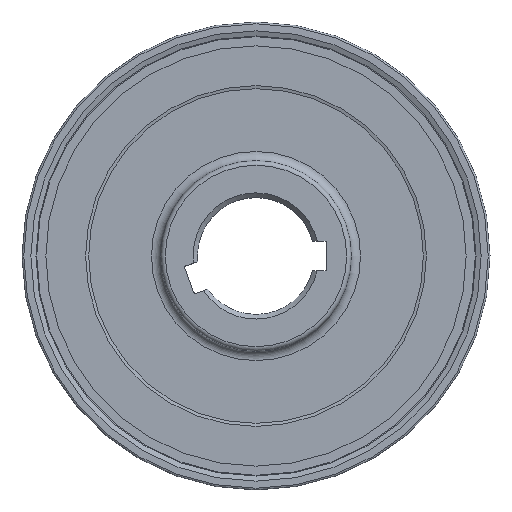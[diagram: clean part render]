
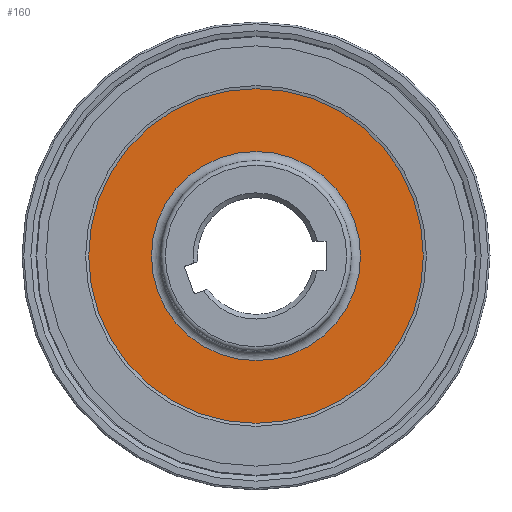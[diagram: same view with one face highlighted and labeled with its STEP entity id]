
A CAD part, top view. The second image highlights one B-rep face of the part: STEP entity #160.
In plain terms, the highlighted planar face has unit normal (0, 0, 1).
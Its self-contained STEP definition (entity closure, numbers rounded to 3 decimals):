
#58=PLANE('',#737);
#82=FACE_BOUND('',#239,.T.);
#83=FACE_BOUND('',#240,.T.);
#160=ADVANCED_FACE('',(#82,#83),#58,.T.);
#239=EDGE_LOOP('',(#397));
#240=EDGE_LOOP('',(#398));
#315=CIRCLE('',#734,36.342);
#316=CIRCLE('',#736,22.7);
#397=ORIENTED_EDGE('',*,*,#596,.T.);
#398=ORIENTED_EDGE('',*,*,#595,.F.);
#527=VERTEX_POINT('',#1126);
#528=VERTEX_POINT('',#1129);
#595=EDGE_CURVE('',#527,#527,#315,.T.);
#596=EDGE_CURVE('',#528,#528,#316,.T.);
#734=AXIS2_PLACEMENT_3D('',#1125,#883,#884);
#736=AXIS2_PLACEMENT_3D('',#1128,#887,#888);
#737=AXIS2_PLACEMENT_3D('',#1130,#889,#890);
#883=DIRECTION('',(0.,0.,-1.));
#884=DIRECTION('',(-1.,0.,0.));
#887=DIRECTION('',(0.,0.,-1.));
#888=DIRECTION('',(1.,0.,0.));
#889=DIRECTION('',(0.,0.,1.));
#890=DIRECTION('',(-1.,0.,0.));
#1125=CARTESIAN_POINT('',(0.,0.,-4.083));
#1126=CARTESIAN_POINT('',(-36.342,0.,-4.083));
#1128=CARTESIAN_POINT('',(0.,0.,-4.083));
#1129=CARTESIAN_POINT('',(-22.7,0.,-4.083));
#1130=CARTESIAN_POINT('',(0.,36.342,-4.083));
